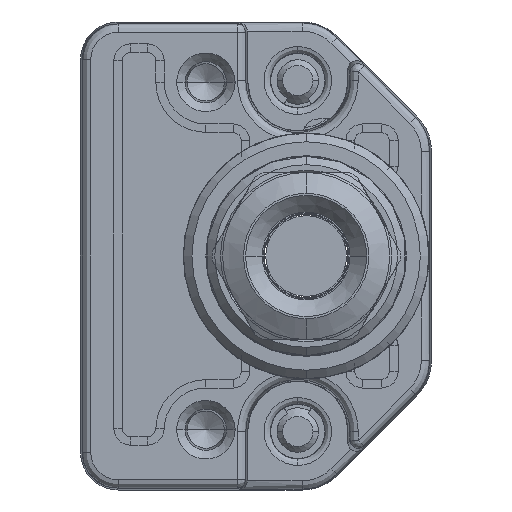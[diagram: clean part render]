
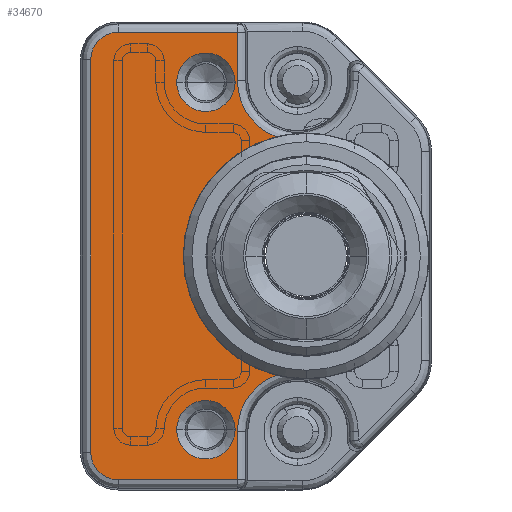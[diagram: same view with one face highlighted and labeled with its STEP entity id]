
A CAD part, left-side view. The second image highlights one B-rep face of the part: STEP entity #34670.
In plain terms, the highlighted planar face has unit normal (-1, 0, 0).
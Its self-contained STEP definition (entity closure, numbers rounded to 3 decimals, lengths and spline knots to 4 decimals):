
#8411=DIRECTION('',(0.,0.,1.));
#8412=VECTOR('',#8411,0.1138);
#8413=CARTESIAN_POINT('',(-0.5118,0.4572,
-0.5272));
#8414=LINE('',#8413,#8412);
#8415=DIRECTION('',(0.,-1.,0.));
#8416=VECTOR('',#8415,0.281);
#8417=CARTESIAN_POINT('',(-0.5118,0.7382,
-0.5272));
#8418=LINE('',#8417,#8416);
#8419=CARTESIAN_POINT('',(-0.5118,0.7382,
-0.4626));
#8420=DIRECTION('',(-1.,0.,0.));
#8421=DIRECTION('',(0.,1.,0.));
#8422=AXIS2_PLACEMENT_3D('',#8419,#8420,#8421);
#8424=DIRECTION('',(0.,0.,-1.));
#8425=VECTOR('',#8424,0.9252);
#8426=CARTESIAN_POINT('',(-0.5118,0.8028,
0.4626));
#8427=LINE('',#8426,#8425);
#8428=CARTESIAN_POINT('',(-0.5118,0.7382,
0.4626));
#8429=DIRECTION('',(-1.,0.,0.));
#8430=DIRECTION('',(0.,0.,1.));
#8431=AXIS2_PLACEMENT_3D('',#8428,#8429,#8430);
#8433=DIRECTION('',(0.,1.,0.));
#8434=VECTOR('',#8433,0.281);
#8435=CARTESIAN_POINT('',(-0.5118,0.4572,
0.5272));
#8436=LINE('',#8435,#8434);
#8437=DIRECTION('',(0.,0.,1.));
#8438=VECTOR('',#8437,0.1138);
#8439=CARTESIAN_POINT('',(-0.5118,0.4572,
0.4134));
#8440=LINE('',#8439,#8438);
#8441=CARTESIAN_POINT('',(-0.5118,0.315,
0.4134));
#8442=DIRECTION('',(1.,0.,0.));
#8443=DIRECTION('',(0.,0.359,-0.933));
#8444=AXIS2_PLACEMENT_3D('',#8441,#8442,#8443);
#8446=CARTESIAN_POINT('',(-0.5118,0.2953,0.));
#8447=DIRECTION('',(-1.,0.,0.));
#8448=DIRECTION('',(0.,0.244,0.97));
#8449=AXIS2_PLACEMENT_3D('',#8446,#8447,#8448);
#8451=CARTESIAN_POINT('',(-0.5118,0.315,
-0.4134));
#8452=DIRECTION('',(1.,0.,0.));
#8453=DIRECTION('',(0.,1.,0.));
#8454=AXIS2_PLACEMENT_3D('',#8451,#8452,#8453);
#8456=CARTESIAN_POINT('',(-0.5118,0.5315,
-0.4091));
#8457=DIRECTION('',(1.,0.,0.));
#8458=DIRECTION('',(0.,-1.,0.));
#8459=AXIS2_PLACEMENT_3D('',#8456,#8457,#8458);
#8461=CARTESIAN_POINT('',(-0.5118,0.5315,
-0.4091));
#8462=DIRECTION('',(1.,0.,0.));
#8463=DIRECTION('',(0.,1.,0.));
#8464=AXIS2_PLACEMENT_3D('',#8461,#8462,#8463);
#8466=CARTESIAN_POINT('',(-0.5118,0.5315,
0.4091));
#8467=DIRECTION('',(1.,0.,0.));
#8468=DIRECTION('',(0.,-1.,0.));
#8469=AXIS2_PLACEMENT_3D('',#8466,#8467,#8468);
#8471=CARTESIAN_POINT('',(-0.5118,0.5315,
0.4091));
#8472=DIRECTION('',(1.,0.,0.));
#8473=DIRECTION('',(0.,1.,0.));
#8474=AXIS2_PLACEMENT_3D('',#8471,#8472,#8473);
#21161=CARTESIAN_POINT('',(-0.5118,0.8028,
-0.4626));
#21162=CARTESIAN_POINT('',(-0.5118,0.7382,
-0.5272));
#21163=VERTEX_POINT('',#21161);
#21164=VERTEX_POINT('',#21162);
#21169=CARTESIAN_POINT('',(-0.5118,0.8028,
0.4626));
#21170=VERTEX_POINT('',#21169);
#21173=CARTESIAN_POINT('',(-0.5118,0.7382,
0.5272));
#21174=VERTEX_POINT('',#21173);
#21201=CARTESIAN_POINT('',(-0.5118,0.4572,
-0.5272));
#21202=CARTESIAN_POINT('',(-0.5118,0.4572,
-0.4134));
#21203=VERTEX_POINT('',#21201);
#21204=VERTEX_POINT('',#21202);
#21226=CARTESIAN_POINT('',(-0.5118,0.366,
-0.2806));
#21227=VERTEX_POINT('',#21226);
#21242=CARTESIAN_POINT('',(-0.5118,0.4572,
0.4134));
#21243=CARTESIAN_POINT('',(-0.5118,0.4572,
0.5272));
#21244=VERTEX_POINT('',#21242);
#21245=VERTEX_POINT('',#21243);
#21266=CARTESIAN_POINT('',(-0.5118,0.366,
0.2806));
#21267=VERTEX_POINT('',#21266);
#21310=CARTESIAN_POINT('',(-0.5118,0.4626,
-0.4091));
#21311=CARTESIAN_POINT('',(-0.5118,0.6004,
-0.4091));
#21312=VERTEX_POINT('',#21310);
#21313=VERTEX_POINT('',#21311);
#21318=CARTESIAN_POINT('',(-0.5118,0.4626,
0.4091));
#21319=CARTESIAN_POINT('',(-0.5118,0.6004,
0.4091));
#21320=VERTEX_POINT('',#21318);
#21321=VERTEX_POINT('',#21319);
#34635=CARTESIAN_POINT('',(-0.5118,0.,0.));
#34636=DIRECTION('',(-1.,0.,0.));
#34637=DIRECTION('',(0.,0.,1.));
#34638=AXIS2_PLACEMENT_3D('',#34635,#34636,#34637);
#34639=PLANE('',#34638);
#34641=ORIENTED_EDGE('',*,*,#34640,.F.);
#34643=ORIENTED_EDGE('',*,*,#34642,.F.);
#34645=ORIENTED_EDGE('',*,*,#34644,.F.);
#34647=ORIENTED_EDGE('',*,*,#34646,.F.);
#34649=ORIENTED_EDGE('',*,*,#34648,.F.);
#34651=ORIENTED_EDGE('',*,*,#34650,.F.);
#34652=ORIENTED_EDGE('',*,*,#34626,.F.);
#34653=ORIENTED_EDGE('',*,*,#34584,.F.);
#34654=ORIENTED_EDGE('',*,*,#34498,.T.);
#34655=ORIENTED_EDGE('',*,*,#34483,.F.);
#34656=EDGE_LOOP('',(#34641,#34643,#34645,#34647,#34649,#34651,#34652,#34653,
#34654,#34655));
#34657=FACE_OUTER_BOUND('',#34656,.F.);
#34659=ORIENTED_EDGE('',*,*,#34658,.F.);
#34661=ORIENTED_EDGE('',*,*,#34660,.F.);
#34662=EDGE_LOOP('',(#34659,#34661));
#34663=FACE_BOUND('',#34662,.F.);
#34665=ORIENTED_EDGE('',*,*,#34664,.F.);
#34667=ORIENTED_EDGE('',*,*,#34666,.F.);
#34668=EDGE_LOOP('',(#34665,#34667));
#34669=FACE_BOUND('',#34668,.F.);
#34670=ADVANCED_FACE('',(#34657,#34663,#34669),#34639,.T.);
#8423=CIRCLE('',#8422,0.0646);
#8432=CIRCLE('',#8431,0.0646);
#8445=CIRCLE('',#8444,0.1423);
#8450=CIRCLE('',#8449,0.2894);
#8455=CIRCLE('',#8454,0.1423);
#8460=CIRCLE('',#8459,0.0689);
#8465=CIRCLE('',#8464,0.0689);
#8470=CIRCLE('',#8469,0.0689);
#8475=CIRCLE('',#8474,0.0689);
#34483=EDGE_CURVE('',#21204,#21227,#8455,.T.);
#34498=EDGE_CURVE('',#21267,#21227,#8450,.T.);
#34584=EDGE_CURVE('',#21267,#21244,#8445,.T.);
#34626=EDGE_CURVE('',#21244,#21245,#8440,.T.);
#34640=EDGE_CURVE('',#21203,#21204,#8414,.T.);
#34642=EDGE_CURVE('',#21164,#21203,#8418,.T.);
#34644=EDGE_CURVE('',#21163,#21164,#8423,.T.);
#34646=EDGE_CURVE('',#21170,#21163,#8427,.T.);
#34648=EDGE_CURVE('',#21174,#21170,#8432,.T.);
#34650=EDGE_CURVE('',#21245,#21174,#8436,.T.);
#34658=EDGE_CURVE('',#21312,#21313,#8460,.T.);
#34660=EDGE_CURVE('',#21313,#21312,#8465,.T.);
#34664=EDGE_CURVE('',#21320,#21321,#8470,.T.);
#34666=EDGE_CURVE('',#21321,#21320,#8475,.T.);
